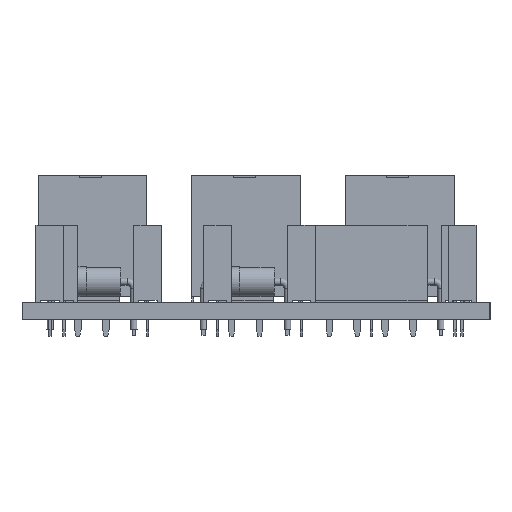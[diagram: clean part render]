
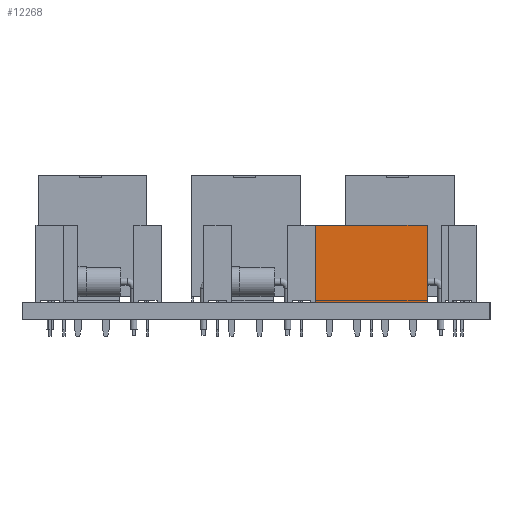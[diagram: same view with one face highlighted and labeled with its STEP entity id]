
A CAD part, left-side view. The second image highlights one B-rep face of the part: STEP entity #12268.
In plain terms, the highlighted face is planar.
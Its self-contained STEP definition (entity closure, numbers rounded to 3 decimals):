
#12268 = ADVANCED_FACE('',(#12269),#12303,.F.);
#12269 = FACE_BOUND('',#12270,.F.);
#12270 = EDGE_LOOP('',(#12271,#12281,#12289,#12297));
#12271 = ORIENTED_EDGE('',*,*,#12272,.T.);
#12272 = EDGE_CURVE('',#12273,#12275,#12277,.T.);
#12273 = VERTEX_POINT('',#12274);
#12274 = CARTESIAN_POINT('',(1.27,-8.89,0.));
#12275 = VERTEX_POINT('',#12276);
#12276 = CARTESIAN_POINT('',(1.27,-8.89,7.));
#12277 = LINE('',#12278,#12279);
#12278 = CARTESIAN_POINT('',(1.27,-8.89,0.));
#12279 = VECTOR('',#12280,1.);
#12280 = DIRECTION('',(0.,0.,1.));
#12281 = ORIENTED_EDGE('',*,*,#12282,.T.);
#12282 = EDGE_CURVE('',#12275,#12283,#12285,.T.);
#12283 = VERTEX_POINT('',#12284);
#12284 = CARTESIAN_POINT('',(1.27,1.27,7.));
#12285 = LINE('',#12286,#12287);
#12286 = CARTESIAN_POINT('',(1.27,-8.89,7.));
#12287 = VECTOR('',#12288,1.);
#12288 = DIRECTION('',(0.,1.,0.));
#12289 = ORIENTED_EDGE('',*,*,#12290,.F.);
#12290 = EDGE_CURVE('',#12291,#12283,#12293,.T.);
#12291 = VERTEX_POINT('',#12292);
#12292 = CARTESIAN_POINT('',(1.27,1.27,0.));
#12293 = LINE('',#12294,#12295);
#12294 = CARTESIAN_POINT('',(1.27,1.27,0.));
#12295 = VECTOR('',#12296,1.);
#12296 = DIRECTION('',(0.,0.,1.));
#12297 = ORIENTED_EDGE('',*,*,#12298,.F.);
#12298 = EDGE_CURVE('',#12273,#12291,#12299,.T.);
#12299 = LINE('',#12300,#12301);
#12300 = CARTESIAN_POINT('',(1.27,-8.89,0.));
#12301 = VECTOR('',#12302,1.);
#12302 = DIRECTION('',(0.,1.,0.));
#12303 = PLANE('',#12304);
#12304 = AXIS2_PLACEMENT_3D('',#12305,#12306,#12307);
#12305 = CARTESIAN_POINT('',(1.27,-8.89,0.));
#12306 = DIRECTION('',(-1.,0.,0.));
#12307 = DIRECTION('',(0.,1.,0.));
